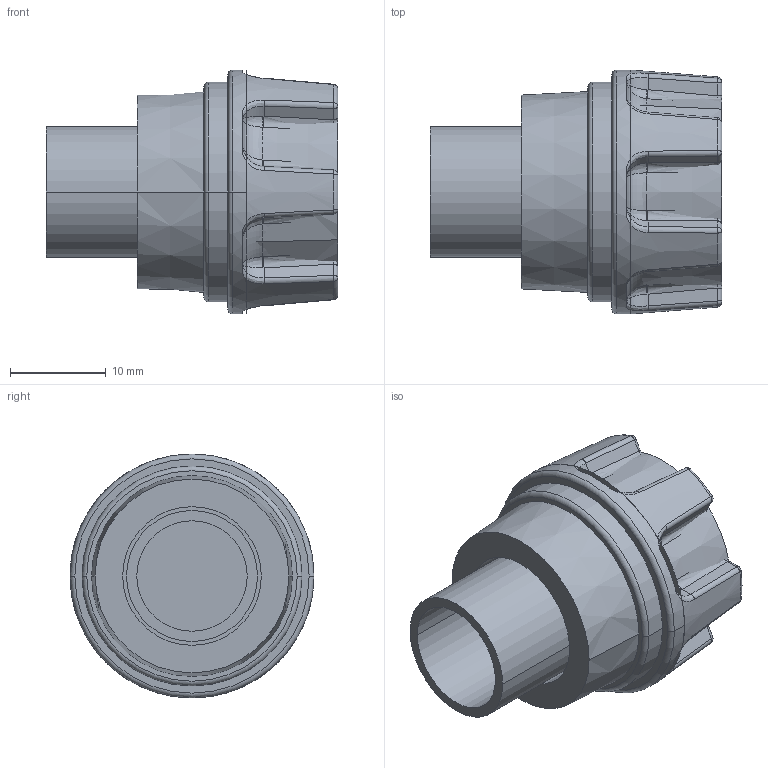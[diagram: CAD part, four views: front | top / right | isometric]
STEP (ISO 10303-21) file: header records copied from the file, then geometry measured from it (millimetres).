
FILE_DESCRIPTION((''),'2;1');
FILE_NAME('POSLABSAN_MODEL_ASM','2021-05-10T',('marketing.praksa'),('Audax d.o.o.'),'CREO PARAMETRIC BY PTC INC, 2017480','CREO PARAMETRIC BY PTC INC, 2017480','');
FILE_SCHEMA(('AUTOMOTIVE_DESIGN { 1 0 10303 214 1 1 1 1 }'));
Length unit declared in the file: millimetre
Products named in the file (5): 0000003915_1_1_1; PRT0129_1; PRT0130; PRT9498; POSLABSAN_MODEL_ASM
Assembly tree (4 placements, depth 2):
  POSLABSAN_MODEL_ASM
    0000003915_1_1_1
    PRT0129_1
    PRT0130
    PRT9498
Bounding box: 30.5 x 25.5 x 25.5 mm (x, y, z)
Volume: 6772.8 mm3; surface area: 5709.1 mm2
Topology: 6 solids, 7 shells, 321 faces, 804 edges, 492 vertices
Faces by surface type: cylinder 98, plane 87, bspline 72, torus 30, cone 22, sphere 12
Entity records: 17906 total; most frequent: CARTESIAN_POINT 5713, ORIENTED_EDGE 1580, DIRECTION 1392, PRESENTATION_STYLE_ASSIGNMENT 1120, STYLED_ITEM 1120, CURVE_STYLE 792, EDGE_CURVE 792, AXIS2_PLACEMENT_3D 558
